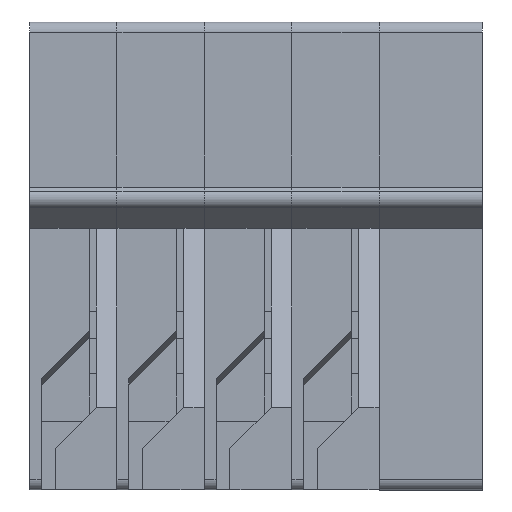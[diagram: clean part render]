
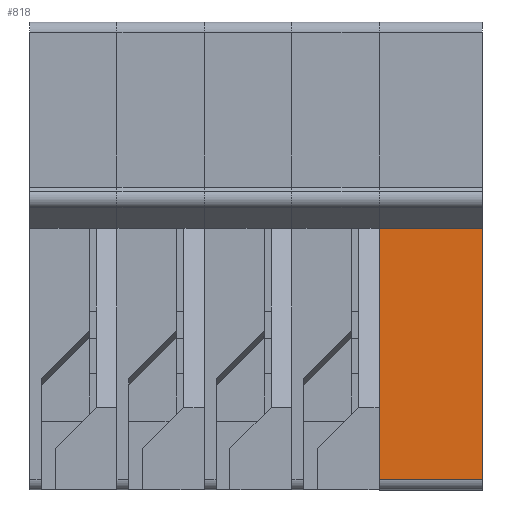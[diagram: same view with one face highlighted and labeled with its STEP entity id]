
A CAD part, front view. The second image highlights one B-rep face of the part: STEP entity #818.
In plain terms, the highlighted planar face has unit normal (0, -1, 0).
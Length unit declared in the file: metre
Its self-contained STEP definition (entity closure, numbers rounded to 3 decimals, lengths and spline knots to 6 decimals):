
#818 = ADVANCED_FACE( '', ( #1837 ), #1838, .F. );
#1837 = FACE_OUTER_BOUND( '', #3059, .T. );
#1838 = PLANE( '', #3060 );
#3059 = EDGE_LOOP( '', ( #5556, #5557, #5558, #5559 ) );
#3060 = AXIS2_PLACEMENT_3D( '', #5560, #5561, #5562 );
#5556 = ORIENTED_EDGE( '', *, *, #8442, .T. );
#5557 = ORIENTED_EDGE( '', *, *, #8244, .F. );
#5558 = ORIENTED_EDGE( '', *, *, #8084, .F. );
#5559 = ORIENTED_EDGE( '', *, *, #8564, .T. );
#5560 = CARTESIAN_POINT( '', ( 0.01316, -0.01, 0.0076 ) );
#5561 = DIRECTION( '', ( 0., 1., 0. ) );
#5562 = DIRECTION( '', ( 0., 0., 1. ) );
#8084 = EDGE_CURVE( '', #10018, #10020, #10021, .T. );
#8244 = EDGE_CURVE( '', #10020, #10274, #10278, .T. );
#8442 = EDGE_CURVE( '', #10570, #10274, #10571, .T. );
#8564 = EDGE_CURVE( '', #10018, #10570, #10750, .T. );
#10018 = VERTEX_POINT( '', #12731 );
#10020 = VERTEX_POINT( '', #12734 );
#10021 = LINE( '', #12735, #12736 );
#10274 = VERTEX_POINT( '', #13123 );
#10278 = LINE( '', #13128, #13129 );
#10570 = VERTEX_POINT( '', #13567 );
#10571 = LINE( '', #13568, #13569 );
#10750 = LINE( '', #13843, #13844 );
#12731 = CARTESIAN_POINT( '', ( 0.01316, -0.01, 0.0076 ) );
#12734 = CARTESIAN_POINT( '', ( 0.01316, -0.01, 0.0003 ) );
#12735 = CARTESIAN_POINT( '', ( 0.01316, -0.01, 0.0076 ) );
#12736 = VECTOR( '', #15334, 1. );
#13123 = CARTESIAN_POINT( '', ( 0.01016, -0.01, 0.0003 ) );
#13128 = CARTESIAN_POINT( '', ( 0.01316, -0.01, 0.0003 ) );
#13129 = VECTOR( '', #15507, 1. );
#13567 = CARTESIAN_POINT( '', ( 0.01016, -0.01, 0.0076 ) );
#13568 = CARTESIAN_POINT( '', ( 0.01016, -0.01, 0.0076 ) );
#13569 = VECTOR( '', #15720, 1. );
#13843 = CARTESIAN_POINT( '', ( 0.01316, -0.01, 0.0076 ) );
#13844 = VECTOR( '', #15835, 1. );
#15334 = DIRECTION( '', ( 0., 0., -1. ) );
#15507 = DIRECTION( '', ( -1., 0., 0. ) );
#15720 = DIRECTION( '', ( 0., 0., -1. ) );
#15835 = DIRECTION( '', ( -1., 0., 0. ) );
